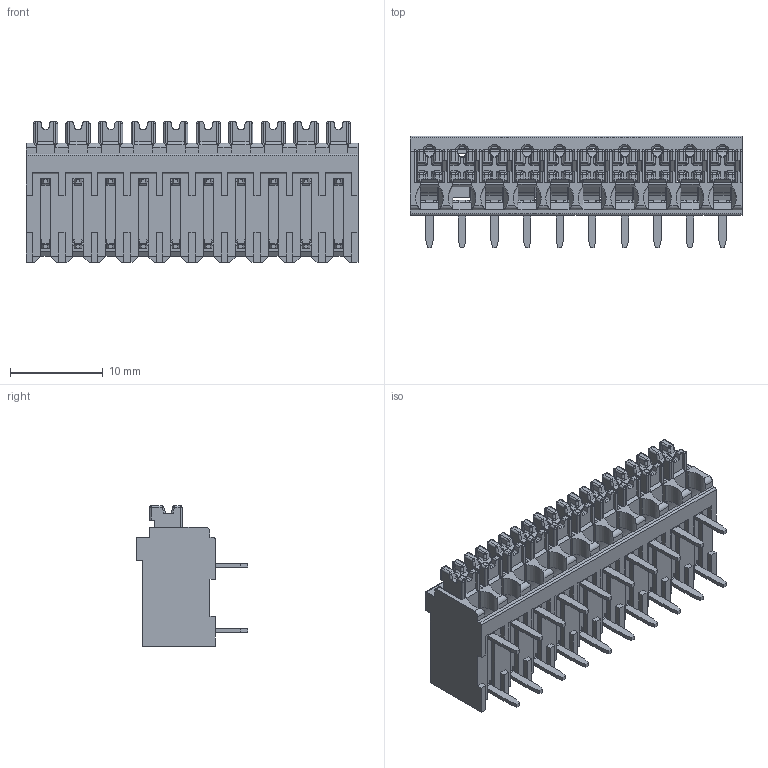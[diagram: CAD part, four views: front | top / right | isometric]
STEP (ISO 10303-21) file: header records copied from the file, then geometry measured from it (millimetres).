
FILE_DESCRIPTION(/* description */ ('Unknown'),/* implementation_level */ '2;1');
FILE_NAME(/* name */ '691410110010',/* time_stamp */ '2021-08-11T16:24:21+02:00',/* author */ ('Unknown'),/* organization */ ('Unknown'),/* preprocessor_version */ 'ST-DEVELOPER v16.7',/* originating_system */ 'Solid Edge',/* authorisation */ 'Unknown');
FILE_SCHEMA (('AUTOMOTIVE_DESIGN {1 0 10303 214 3 1 1}'));
Length unit declared in the file: millimetre
Products named in the file (5): 6914101100xx; 691410100010; 6914101100xx_SolderPin; 6914101000xx_SpringClamp; 6914101000xx_Lever
Assembly tree (31 placements, depth 2):
  6914101100xx
    691410100010
    6914101100xx_SolderPin  x10
    6914101000xx_SpringClamp  x10
    6914101000xx_Lever  x10
Bounding box: 35.7 x 12 x 15.1 mm (x, y, z)
Volume: 1836.5 mm3; surface area: 6930.1 mm2
Topology: 31 solids, 31 shells, 3415 faces, 9327 edges, 5783 vertices
Faces by surface type: plane 2097, cylinder 957, sphere 161, bspline 140, torus 40, cone 20
Entity records: 36159 total; most frequent: CARTESIAN_POINT 7041, ORIENTED_EDGE 6254, DIRECTION 5718, EDGE_CURVE 3127, LINE 2636, VECTOR 2636, VERTEX_POINT 1985, AXIS2_PLACEMENT_3D 1541
